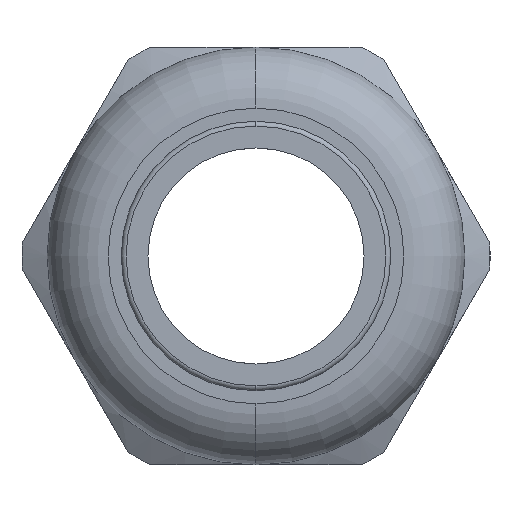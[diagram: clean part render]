
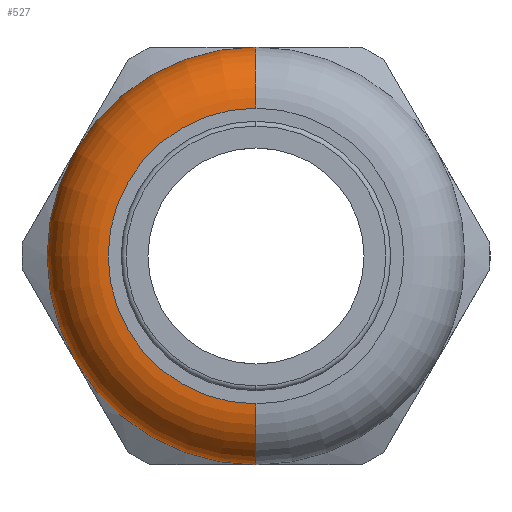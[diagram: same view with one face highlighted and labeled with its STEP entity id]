
A CAD part, left-side view. The second image highlights one B-rep face of the part: STEP entity #527.
In plain terms, the highlighted toroidal (fillet/blend) face has major radius 7.818 mm and minor radius 3.231 mm.
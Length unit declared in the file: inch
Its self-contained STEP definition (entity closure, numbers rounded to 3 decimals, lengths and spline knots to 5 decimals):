
#513 = EDGE_CURVE ( 'NONE', #529, #514, #2096, .T. ) ;
#514 = VERTEX_POINT ( 'NONE', #2091 ) ;
#515 = ORIENTED_EDGE ( 'NONE', *, *, #546, .F. ) ;
#516 = VERTEX_POINT ( 'NONE', #2090 ) ;
#527 = ADVANCED_FACE ( 'NONE', ( #2067 ), #2066, .T. ) ;
#528 = EDGE_LOOP ( 'NONE', ( #590, #593, #515, #547 ) ) ;
#529 = VERTEX_POINT ( 'NONE', #2065 ) ;
#546 = EDGE_CURVE ( 'NONE', #516, #514, #2159, .T. ) ;
#547 = ORIENTED_EDGE ( 'NONE', *, *, #548, .F. ) ;
#548 = EDGE_CURVE ( 'NONE', #592, #516, #2154, .T. ) ;
#590 = ORIENTED_EDGE ( 'NONE', *, *, #591, .F. ) ;
#591 = EDGE_CURVE ( 'NONE', #529, #592, #2195, .T. ) ;
#592 = VERTEX_POINT ( 'NONE', #2190 ) ;
#593 = ORIENTED_EDGE ( 'NONE', *, *, #513, .T. ) ;
#2063 = CARTESIAN_POINT ( 'NONE',  ( -0.7428, 0., 0. ) ) ;
#2064 = AXIS2_PLACEMENT_3D ( 'NONE', #2063, #2126, #2125 ) ;
#2065 = CARTESIAN_POINT ( 'NONE',  ( -0.87, 0., 0.3078 ) ) ;
#2066 = TOROIDAL_SURFACE ( 'NONE', #2064, 0.3078, 0.1272 ) ;
#2067 = FACE_OUTER_BOUND ( 'NONE', #528, .T. ) ;
#2090 = CARTESIAN_POINT ( 'NONE',  ( -0.7428, 0., -0.435 ) ) ;
#2091 = CARTESIAN_POINT ( 'NONE',  ( -0.7428, 0., 0.435 ) ) ;
#2092 = DIRECTION ( 'NONE',  ( 0., 0., 1. ) ) ;
#2093 = DIRECTION ( 'NONE',  ( 0., 1., 0. ) ) ;
#2094 = CARTESIAN_POINT ( 'NONE',  ( -0.7428, 0., 0.3078 ) ) ;
#2095 = AXIS2_PLACEMENT_3D ( 'NONE', #2094, #2093, #2092 ) ;
#2096 = CIRCLE ( 'NONE', #2095, 0.1272 ) ;
#2125 = DIRECTION ( 'NONE',  ( 0., 0., -1. ) ) ;
#2126 = DIRECTION ( 'NONE',  ( 1., 0., 0. ) ) ;
#2150 = DIRECTION ( 'NONE',  ( 0., 0., -1. ) ) ;
#2151 = DIRECTION ( 'NONE',  ( 0., -1., 0. ) ) ;
#2152 = CARTESIAN_POINT ( 'NONE',  ( -0.7428, 0., -0.3078 ) ) ;
#2153 = AXIS2_PLACEMENT_3D ( 'NONE', #2152, #2151, #2150 ) ;
#2154 = CIRCLE ( 'NONE', #2153, 0.1272 ) ;
#2155 = DIRECTION ( 'NONE',  ( 0., 0., -1. ) ) ;
#2156 = DIRECTION ( 'NONE',  ( 1., 0., 0. ) ) ;
#2157 = CARTESIAN_POINT ( 'NONE',  ( -0.7428, 0., 0. ) ) ;
#2158 = AXIS2_PLACEMENT_3D ( 'NONE', #2157, #2156, #2155 ) ;
#2159 = CIRCLE ( 'NONE', #2158, 0.435 ) ;
#2190 = CARTESIAN_POINT ( 'NONE',  ( -0.87, 0., -0.3078 ) ) ;
#2191 = DIRECTION ( 'NONE',  ( 0., 0., -1. ) ) ;
#2192 = DIRECTION ( 'NONE',  ( -1., 0., 0. ) ) ;
#2193 = CARTESIAN_POINT ( 'NONE',  ( -0.87, 0., 0. ) ) ;
#2194 = AXIS2_PLACEMENT_3D ( 'NONE', #2193, #2192, #2191 ) ;
#2195 = CIRCLE ( 'NONE', #2194, 0.3078 ) ;
